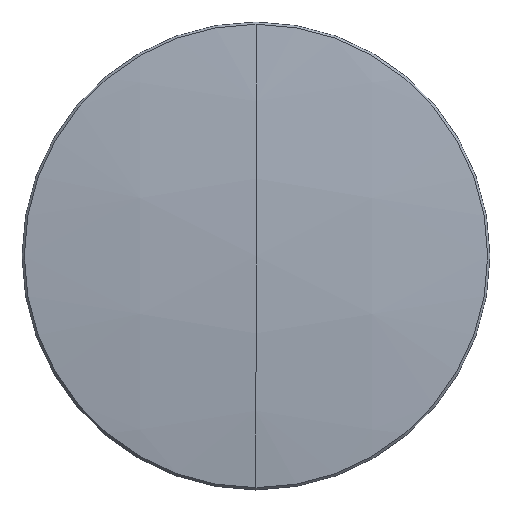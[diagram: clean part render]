
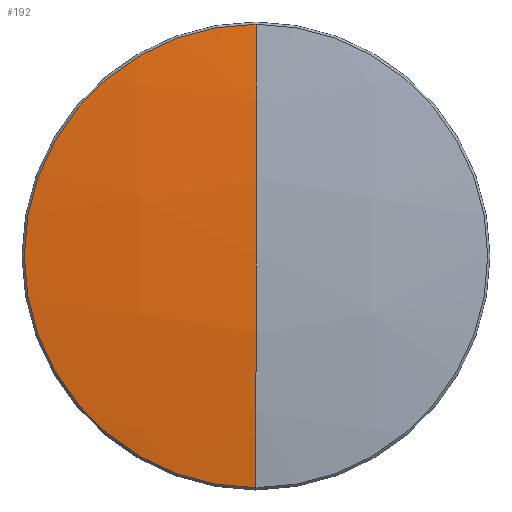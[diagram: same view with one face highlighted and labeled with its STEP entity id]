
A CAD part, top view. The second image highlights one B-rep face of the part: STEP entity #192.
In plain terms, the highlighted spherical face has radius 183 mm.
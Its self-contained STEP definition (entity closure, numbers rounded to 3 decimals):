
#8 = DIRECTION ( 'NONE',  ( -1., 0., 0. ) ) ;
#11 = DIRECTION ( 'NONE',  ( 0., 0., 1. ) ) ;
#12 = ORIENTED_EDGE ( 'NONE', *, *, #311, .T. ) ;
#14 = CIRCLE ( 'NONE', #342, 183. ) ;
#20 = CIRCLE ( 'NONE', #187, 183. ) ;
#27 = AXIS2_PLACEMENT_3D ( 'NONE', #193, #143, #34 ) ;
#34 = DIRECTION ( 'NONE',  ( 0., 1., 0. ) ) ;
#36 = CIRCLE ( 'NONE', #362, 25.153 ) ;
#40 = VERTEX_POINT ( 'NONE', #350 ) ;
#52 = DIRECTION ( 'NONE',  ( -1., 0., 0. ) ) ;
#64 = AXIS2_PLACEMENT_3D ( 'NONE', #173, #166, #52 ) ;
#73 = EDGE_CURVE ( 'NONE', #271, #334, #36, .T. ) ;
#85 = CARTESIAN_POINT ( 'NONE',  ( -25.153, 0., 1.513 ) ) ;
#103 = CARTESIAN_POINT ( 'NONE',  ( 0., 0., -179.75 ) ) ;
#117 = CARTESIAN_POINT ( 'NONE',  ( 0., 25.153, 1.513 ) ) ;
#143 = DIRECTION ( 'NONE',  ( -1., 0., 0. ) ) ;
#146 = DIRECTION ( 'NONE',  ( 0., -1., 0. ) ) ;
#153 = DIRECTION ( 'NONE',  ( 0., 0., -1. ) ) ;
#166 = DIRECTION ( 'NONE',  ( 0., 0., 1. ) ) ;
#173 = CARTESIAN_POINT ( 'NONE',  ( 0., 0., 1.513 ) ) ;
#175 = DIRECTION ( 'NONE',  ( 1., 0., 0. ) ) ;
#187 = AXIS2_PLACEMENT_3D ( 'NONE', #259, #196, #146 ) ;
#192 = ADVANCED_FACE ( 'NONE', ( #275 ), #245, .T. ) ;
#193 = CARTESIAN_POINT ( 'NONE',  ( 0., 0., -179.75 ) ) ;
#196 = DIRECTION ( 'NONE',  ( -1., 0., 0. ) ) ;
#206 = EDGE_CURVE ( 'NONE', #271, #40, #14, .T. ) ;
#220 = EDGE_CURVE ( 'NONE', #334, #348, #266, .T. ) ;
#232 = ORIENTED_EDGE ( 'NONE', *, *, #220, .T. ) ;
#243 = CARTESIAN_POINT ( 'NONE',  ( 0., -25.153, 1.513 ) ) ;
#245 = SPHERICAL_SURFACE ( 'NONE', #27, 183. ) ;
#257 = EDGE_LOOP ( 'NONE', ( #280, #232, #12, #260 ) ) ;
#259 = CARTESIAN_POINT ( 'NONE',  ( 0., 0., -179.75 ) ) ;
#260 = ORIENTED_EDGE ( 'NONE', *, *, #206, .F. ) ;
#266 = CIRCLE ( 'NONE', #64, 25.153 ) ;
#271 = VERTEX_POINT ( 'NONE', #117 ) ;
#275 = FACE_OUTER_BOUND ( 'NONE', #257, .T. ) ;
#280 = ORIENTED_EDGE ( 'NONE', *, *, #73, .T. ) ;
#311 = EDGE_CURVE ( 'NONE', #348, #40, #20, .T. ) ;
#334 = VERTEX_POINT ( 'NONE', #85 ) ;
#342 = AXIS2_PLACEMENT_3D ( 'NONE', #103, #175, #153 ) ;
#348 = VERTEX_POINT ( 'NONE', #243 ) ;
#350 = CARTESIAN_POINT ( 'NONE',  ( 0., 0., 3.25 ) ) ;
#362 = AXIS2_PLACEMENT_3D ( 'NONE', #364, #11, #8 ) ;
#364 = CARTESIAN_POINT ( 'NONE',  ( 0., 0., 1.513 ) ) ;
